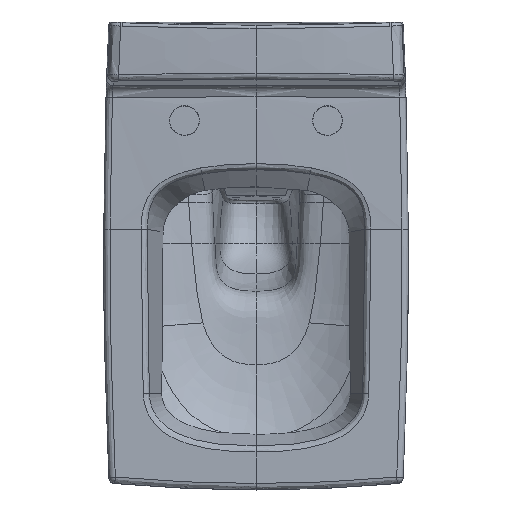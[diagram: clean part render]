
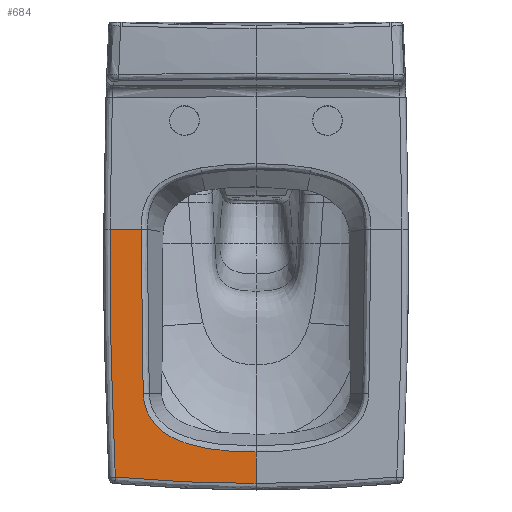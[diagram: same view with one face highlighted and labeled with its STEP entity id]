
A CAD part, top view. The second image highlights one B-rep face of the part: STEP entity #684.
In plain terms, the highlighted planar face has unit normal (0, 0, 1).
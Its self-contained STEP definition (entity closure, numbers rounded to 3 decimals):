
#133=PLANE('',#4729);
#147=LINE('',#30095,#161);
#161=VECTOR('',#4880,1.);
#684=ADVANCED_FACE('',(#1108),#133,.F.);
#1108=FACE_OUTER_BOUND('',#1418,.T.);
#1418=EDGE_LOOP('',(#2798,#2799,#2800,#2801,#2802,#2803));
#2798=ORIENTED_EDGE('',*,*,#4052,.T.);
#2799=ORIENTED_EDGE('',*,*,#4048,.F.);
#2800=ORIENTED_EDGE('',*,*,#4049,.F.);
#2801=ORIENTED_EDGE('',*,*,#4011,.F.);
#2802=ORIENTED_EDGE('',*,*,#3859,.F.);
#2803=ORIENTED_EDGE('',*,*,#4053,.F.);
#3228=VERTEX_POINT('',#27181);
#3229=VERTEX_POINT('',#27182);
#3232=VERTEX_POINT('',#27286);
#3294=VERTEX_POINT('',#28636);
#3337=VERTEX_POINT('',#30785);
#3338=VERTEX_POINT('',#30946);
#3859=EDGE_CURVE('',#3228,#3229,#4499,.T.);
#4011=EDGE_CURVE('',#3229,#3294,#147,.T.);
#4048=EDGE_CURVE('',#3232,#3337,#4637,.T.);
#4049=EDGE_CURVE('',#3294,#3232,#4638,.T.);
#4052=EDGE_CURVE('',#3338,#3337,#4640,.T.);
#4053=EDGE_CURVE('',#3338,#3228,#4641,.T.);
#4499=B_SPLINE_CURVE_WITH_KNOTS('',3,(#27163,#27164,#27165,#27166,#27167,
#27168,#27169,#27170,#27171,#27172,#27173,#27174,#27175,#27176,#27177,#27178,
#27179,#27180),.UNSPECIFIED.,.F.,.F.,(4,2,2,2,2,2,2,2,4),(0.,0.125,
0.188,0.25,0.375,0.437,0.5,
0.75,1.),.UNSPECIFIED.);
#4637=B_SPLINE_CURVE_WITH_KNOTS('',3,(#30786,#30787,#30788,#30789),
 .UNSPECIFIED.,.F.,.F.,(4,4),(0.,1.),.UNSPECIFIED.);
#4638=B_SPLINE_CURVE_WITH_KNOTS('',3,(#30802,#30803,#30804,#30805),
 .UNSPECIFIED.,.F.,.F.,(4,4),(0.,1.),.UNSPECIFIED.);
#4640=B_SPLINE_CURVE_WITH_KNOTS('',3,(#30942,#30943,#30944,#30945),
 .UNSPECIFIED.,.F.,.F.,(4,4),(0.,1.),.UNSPECIFIED.);
#4641=B_SPLINE_CURVE_WITH_KNOTS('',3,(#30947,#30948,#30949,#30950),
 .UNSPECIFIED.,.F.,.F.,(4,4),(0.,1.),.UNSPECIFIED.);
#4729=AXIS2_PLACEMENT_3D('',#30951,#4895,#4896);
#4880=DIRECTION('',(0.,-1.,0.));
#4895=DIRECTION('',(0.,0.,-1.));
#4896=DIRECTION('',(0.,-1.,0.));
#27163=CARTESIAN_POINT('',(-141.929,-467.366,0.));
#27164=CARTESIAN_POINT('',(-141.707,-474.808,0.));
#27165=CARTESIAN_POINT('',(-140.214,-482.036,0.));
#27166=CARTESIAN_POINT('',(-135.991,-492.346,0.));
#27167=CARTESIAN_POINT('',(-134.312,-495.62,0.));
#27168=CARTESIAN_POINT('',(-130.376,-501.819,0.));
#27169=CARTESIAN_POINT('',(-128.064,-504.749,0.));
#27170=CARTESIAN_POINT('',(-120.335,-512.772,0.));
#27171=CARTESIAN_POINT('',(-114.567,-517.346,0.));
#27172=CARTESIAN_POINT('',(-104.825,-522.836,0.));
#27173=CARTESIAN_POINT('',(-101.447,-524.379,0.));
#27174=CARTESIAN_POINT('',(-94.656,-527.276,0.));
#27175=CARTESIAN_POINT('',(-91.213,-528.59,0.));
#27176=CARTESIAN_POINT('',(-73.787,-534.538,0.));
#27177=CARTESIAN_POINT('',(-59.091,-537.303,0.));
#27178=CARTESIAN_POINT('',(-29.673,-540.353,0.));
#27179=CARTESIAN_POINT('',(-14.826,-540.684,0.));
#27180=CARTESIAN_POINT('',(0.,-540.684,0.));
#27181=CARTESIAN_POINT('',(-141.929,-467.366,0.));
#27182=CARTESIAN_POINT('',(0.,-540.684,0.));
#27286=CARTESIAN_POINT('',(-177.005,-572.326,0.));
#28636=CARTESIAN_POINT('',(0.,-580.343,0.));
#30095=CARTESIAN_POINT('',(0.,-560.513,0.));
#30785=CARTESIAN_POINT('',(-183.565,-260.387,0.));
#30786=CARTESIAN_POINT('',(-177.005,-572.326,0.));
#30787=CARTESIAN_POINT('',(-181.896,-468.424,0.));
#30788=CARTESIAN_POINT('',(-184.083,-364.401,0.));
#30789=CARTESIAN_POINT('',(-183.565,-260.387,0.));
#30802=CARTESIAN_POINT('',(0.,-580.343,0.));
#30803=CARTESIAN_POINT('',(-59.083,-580.343,0.));
#30804=CARTESIAN_POINT('',(-118.159,-577.657,0.));
#30805=CARTESIAN_POINT('',(-177.004,-572.326,0.));
#30942=CARTESIAN_POINT('',(-144.498,-260.735,0.));
#30943=CARTESIAN_POINT('',(-157.521,-260.633,0.));
#30944=CARTESIAN_POINT('',(-170.543,-260.517,0.));
#30945=CARTESIAN_POINT('',(-183.565,-260.387,0.));
#30946=CARTESIAN_POINT('',(-144.498,-260.735,0.));
#30947=CARTESIAN_POINT('',(-144.498,-260.735,0.));
#30948=CARTESIAN_POINT('',(-144.837,-329.621,0.));
#30949=CARTESIAN_POINT('',(-143.98,-398.51,0.));
#30950=CARTESIAN_POINT('',(-141.929,-467.366,0.));
#30951=CARTESIAN_POINT('',(9.734,-258.485,0.));
